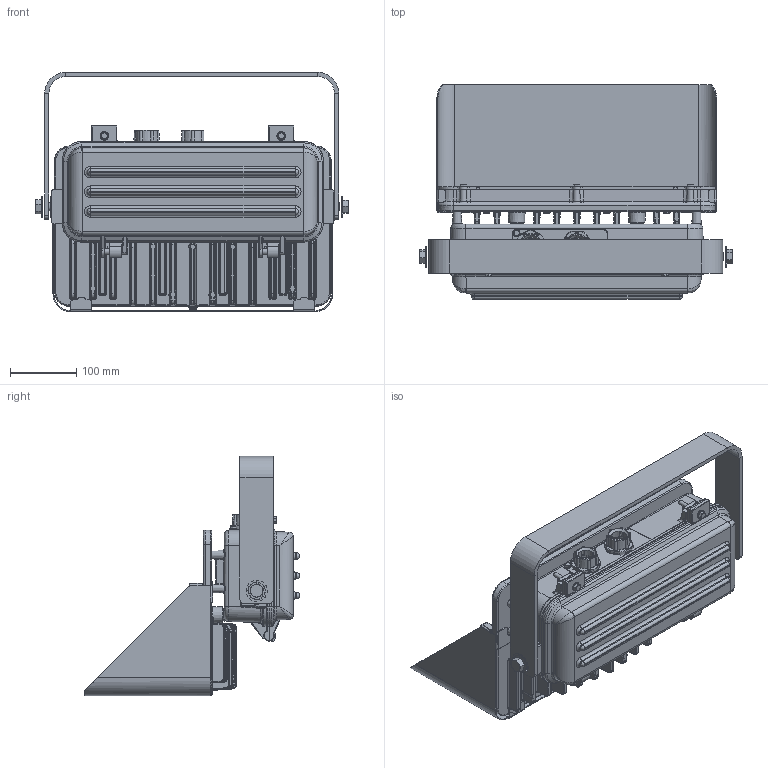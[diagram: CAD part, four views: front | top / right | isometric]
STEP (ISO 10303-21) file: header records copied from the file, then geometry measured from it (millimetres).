
FILE_DESCRIPTION(/* description */ (''),/* implementation_level */ '2;1');
FILE_NAME(/* name */ 'KFLX-DARK SKY OUTLINE.stp',/* time_stamp */ '2020-03-27T07:32:09-05:00',/* author */ ('mbednara'),/* organization */ (''),/* preprocessor_version */ 'ST-DEVELOPER v18',/* originating_system */ 'Autodesk Inventor 2020',/* authorisation */ '');
FILE_SCHEMA (('CONFIG_CONTROL_DESIGN'));
Products named in the file (1): 51412_Shrinkwrap_1
Bounding box: 474.03 x 324.74 x 361.81 mm (x, y, z)
Volume: 9219643.8 mm3; surface area: 1194255.6 mm2
Topology: 27 solids, 27 shells, 4255 faces, 11322 edges, 7139 vertices
Faces by surface type: plane 1380, cylinder 1342, bspline 979, cone 257, torus 182, sphere 115
Full cylindrical faces by diameter (mm): 3.451 x70, 4.643 x1, 4.826 x91, 6.144 x2, 6.35 x4, 9.525 x2, 10.516 x8, 12.7 x2, 13.208 x2, 19.05 x2, 25 x2
Entity records: 203050 total; most frequent: CARTESIAN_POINT 100018, ORIENTED_EDGE 22448, DIRECTION 18946, EDGE_CURVE 11224, AXIS2_PLACEMENT_3D 7532, VERTEX_POINT 7139, EDGE_LOOP 4381, FACE_OUTER_BOUND 4255
